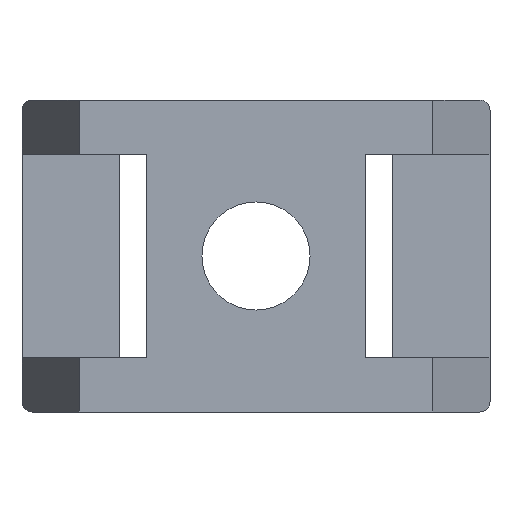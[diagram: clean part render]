
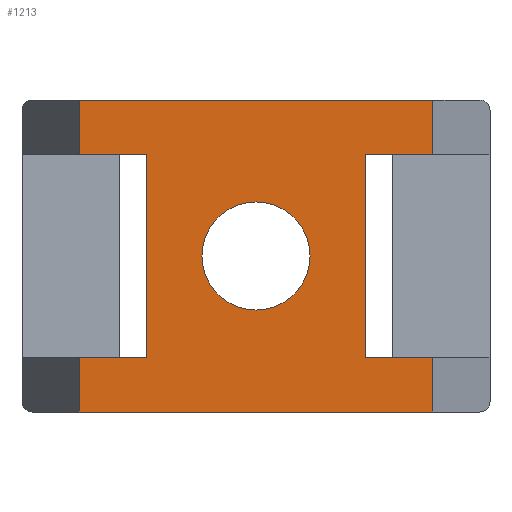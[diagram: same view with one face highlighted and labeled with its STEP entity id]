
A CAD part, front view. The second image highlights one B-rep face of the part: STEP entity #1213.
In plain terms, the highlighted planar face has unit normal (0, -1, 0).
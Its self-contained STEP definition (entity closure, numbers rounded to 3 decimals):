
#35 = ORIENTED_EDGE ( 'NONE', *, *, #411, .T. ) ;
#37 = ORIENTED_EDGE ( 'NONE', *, *, #1359, .T. ) ;
#111 = EDGE_CURVE ( 'NONE', #530, #1336, #486, .T. ) ;
#117 = DIRECTION ( 'NONE',  ( -1., 0., 0. ) ) ;
#138 = ORIENTED_EDGE ( 'NONE', *, *, #1117, .T. ) ;
#167 = LINE ( 'NONE', #176, #687 ) ;
#176 = CARTESIAN_POINT ( 'NONE',  ( 5.25, -5.5, 4.9 ) ) ;
#204 = VECTOR ( 'NONE', #1017, 1000. ) ;
#209 = VECTOR ( 'NONE', #1413, 1000. ) ;
#240 = VECTOR ( 'NONE', #717, 1000. ) ;
#250 = ORIENTED_EDGE ( 'NONE', *, *, #297, .T. ) ;
#269 = EDGE_CURVE ( 'NONE', #925, #1536, #780, .T. ) ;
#297 = EDGE_CURVE ( 'NONE', #937, #1089, #167, .T. ) ;
#387 = CARTESIAN_POINT ( 'NONE',  ( -8.5, -5.5, 7.5 ) ) ;
#391 = AXIS2_PLACEMENT_3D ( 'NONE', #1453, #1448, #1445 ) ;
#393 = CARTESIAN_POINT ( 'NONE',  ( 0., -5.5, 0. ) ) ;
#394 = VECTOR ( 'NONE', #1728, 1000. ) ;
#411 = EDGE_CURVE ( 'NONE', #713, #558, #519, .T. ) ;
#414 = EDGE_CURVE ( 'NONE', #713, #1536, #1936, .T. ) ;
#449 = CARTESIAN_POINT ( 'NONE',  ( -8.5, -5.5, -7.5 ) ) ;
#455 = DIRECTION ( 'NONE',  ( 1., 0., 0. ) ) ;
#486 = CIRCLE ( 'NONE', #1256, 2.6 ) ;
#487 = CIRCLE ( 'NONE', #391, 2.6 ) ;
#508 = CARTESIAN_POINT ( 'NONE',  ( 8.5, -5.5, 7.5 ) ) ;
#519 = LINE ( 'NONE', #1458, #1570 ) ;
#528 = VERTEX_POINT ( 'NONE', #1320 ) ;
#529 = DIRECTION ( 'NONE',  ( 0., 1., 0. ) ) ;
#530 = VERTEX_POINT ( 'NONE', #1881 ) ;
#551 = CARTESIAN_POINT ( 'NONE',  ( -5.25, -5.5, -4.9 ) ) ;
#555 = DIRECTION ( 'NONE',  ( 0., 0., -1. ) ) ;
#558 = VERTEX_POINT ( 'NONE', #551 ) ;
#562 = VECTOR ( 'NONE', #1948, 1000. ) ;
#566 = FACE_BOUND ( 'NONE', #1405, .T. ) ;
#569 = VERTEX_POINT ( 'NONE', #1004 ) ;
#579 = ORIENTED_EDGE ( 'NONE', *, *, #111, .T. ) ;
#595 = DIRECTION ( 'NONE',  ( 0., 0., -1. ) ) ;
#604 = LINE ( 'NONE', #1734, #204 ) ;
#621 = VERTEX_POINT ( 'NONE', #832 ) ;
#650 = CARTESIAN_POINT ( 'NONE',  ( 2.6, -5.5, 0. ) ) ;
#687 = VECTOR ( 'NONE', #1352, 1000. ) ;
#695 = LINE ( 'NONE', #1145, #741 ) ;
#713 = VERTEX_POINT ( 'NONE', #1731 ) ;
#717 = DIRECTION ( 'NONE',  ( -1., 0., 0. ) ) ;
#724 = ORIENTED_EDGE ( 'NONE', *, *, #269, .T. ) ;
#741 = VECTOR ( 'NONE', #1796, 1000. ) ;
#750 = CARTESIAN_POINT ( 'NONE',  ( -5.25, -5.5, 4.9 ) ) ;
#771 = VERTEX_POINT ( 'NONE', #1680 ) ;
#780 = LINE ( 'NONE', #1626, #1528 ) ;
#782 = DIRECTION ( 'NONE',  ( 0., 0., -1. ) ) ;
#792 = LINE ( 'NONE', #1254, #394 ) ;
#793 = ORIENTED_EDGE ( 'NONE', *, *, #1133, .F. ) ;
#828 = ORIENTED_EDGE ( 'NONE', *, *, #1773, .F. ) ;
#832 = CARTESIAN_POINT ( 'NONE',  ( -8.5, -5.5, -7.5 ) ) ;
#843 = LINE ( 'NONE', #1262, #1587 ) ;
#856 = ORIENTED_EDGE ( 'NONE', *, *, #414, .F. ) ;
#886 = ORIENTED_EDGE ( 'NONE', *, *, #1511, .F. ) ;
#915 = EDGE_CURVE ( 'NONE', #771, #1089, #695, .T. ) ;
#925 = VERTEX_POINT ( 'NONE', #1854 ) ;
#937 = VERTEX_POINT ( 'NONE', #1584 ) ;
#995 = VECTOR ( 'NONE', #455, 1000. ) ;
#1004 = CARTESIAN_POINT ( 'NONE',  ( -8.5, -5.5, -4.9 ) ) ;
#1017 = DIRECTION ( 'NONE',  ( -1., 0., 0. ) ) ;
#1034 = EDGE_LOOP ( 'NONE', ( #856, #35, #1353, #1797, #37, #828, #1661, #886, #250, #1776, #793, #724 ) ) ;
#1039 = CARTESIAN_POINT ( 'NONE',  ( 5.25, -5.5, -4.9 ) ) ;
#1089 = VERTEX_POINT ( 'NONE', #1904 ) ;
#1110 = DIRECTION ( 'NONE',  ( 0., 1., 0. ) ) ;
#1111 = DIRECTION ( 'NONE',  ( 0., 0., 1. ) ) ;
#1117 = EDGE_CURVE ( 'NONE', #1336, #530, #487, .T. ) ;
#1133 = EDGE_CURVE ( 'NONE', #925, #771, #1865, .T. ) ;
#1145 = CARTESIAN_POINT ( 'NONE',  ( 8.5, -5.5, 7.5 ) ) ;
#1162 = CARTESIAN_POINT ( 'NONE',  ( -8.5, -5.5, 7.5 ) ) ;
#1213 = ADVANCED_FACE ( 'NONE', ( #566, #1616 ), #1224, .F. ) ;
#1224 = PLANE ( 'NONE',  #1394 ) ;
#1254 = CARTESIAN_POINT ( 'NONE',  ( -8.5, -5.5, 7.5 ) ) ;
#1256 = AXIS2_PLACEMENT_3D ( 'NONE', #393, #529, #117 ) ;
#1262 = CARTESIAN_POINT ( 'NONE',  ( 5.25, -5.5, -4.9 ) ) ;
#1320 = CARTESIAN_POINT ( 'NONE',  ( 8.5, -5.5, -4.9 ) ) ;
#1326 = LINE ( 'NONE', #449, #995 ) ;
#1336 = VERTEX_POINT ( 'NONE', #650 ) ;
#1352 = DIRECTION ( 'NONE',  ( 1., 0., 0. ) ) ;
#1353 = ORIENTED_EDGE ( 'NONE', *, *, #1502, .T. ) ;
#1359 = EDGE_CURVE ( 'NONE', #621, #1603, #1326, .T. ) ;
#1394 = AXIS2_PLACEMENT_3D ( 'NONE', #1162, #1110, #1111 ) ;
#1405 = EDGE_LOOP ( 'NONE', ( #579, #138 ) ) ;
#1413 = DIRECTION ( 'NONE',  ( 1., 0., 0. ) ) ;
#1445 = DIRECTION ( 'NONE',  ( -1., 0., 0. ) ) ;
#1448 = DIRECTION ( 'NONE',  ( 0., 1., 0. ) ) ;
#1453 = CARTESIAN_POINT ( 'NONE',  ( 0., -5.5, 0. ) ) ;
#1458 = CARTESIAN_POINT ( 'NONE',  ( -5.25, -5.5, 4.9 ) ) ;
#1502 = EDGE_CURVE ( 'NONE', #558, #569, #604, .T. ) ;
#1511 = EDGE_CURVE ( 'NONE', #937, #1524, #1713, .T. ) ;
#1524 = VERTEX_POINT ( 'NONE', #1039 ) ;
#1528 = VECTOR ( 'NONE', #555, 1000. ) ;
#1536 = VERTEX_POINT ( 'NONE', #1911 ) ;
#1539 = LINE ( 'NONE', #508, #1954 ) ;
#1570 = VECTOR ( 'NONE', #782, 1000. ) ;
#1576 = DIRECTION ( 'NONE',  ( 1., 0., 0. ) ) ;
#1584 = CARTESIAN_POINT ( 'NONE',  ( 5.25, -5.5, 4.9 ) ) ;
#1587 = VECTOR ( 'NONE', #1576, 1000. ) ;
#1603 = VERTEX_POINT ( 'NONE', #1646 ) ;
#1616 = FACE_OUTER_BOUND ( 'NONE', #1034, .T. ) ;
#1626 = CARTESIAN_POINT ( 'NONE',  ( -8.5, -5.5, 7.5 ) ) ;
#1646 = CARTESIAN_POINT ( 'NONE',  ( 8.5, -5.5, -7.5 ) ) ;
#1661 = ORIENTED_EDGE ( 'NONE', *, *, #1737, .F. ) ;
#1680 = CARTESIAN_POINT ( 'NONE',  ( 8.5, -5.5, 7.5 ) ) ;
#1713 = LINE ( 'NONE', #1909, #562 ) ;
#1728 = DIRECTION ( 'NONE',  ( 0., 0., -1. ) ) ;
#1731 = CARTESIAN_POINT ( 'NONE',  ( -5.25, -5.5, 4.9 ) ) ;
#1734 = CARTESIAN_POINT ( 'NONE',  ( -5.25, -5.5, -4.9 ) ) ;
#1737 = EDGE_CURVE ( 'NONE', #1524, #528, #843, .T. ) ;
#1746 = EDGE_CURVE ( 'NONE', #569, #621, #792, .T. ) ;
#1773 = EDGE_CURVE ( 'NONE', #528, #1603, #1539, .T. ) ;
#1776 = ORIENTED_EDGE ( 'NONE', *, *, #915, .F. ) ;
#1796 = DIRECTION ( 'NONE',  ( 0., 0., -1. ) ) ;
#1797 = ORIENTED_EDGE ( 'NONE', *, *, #1746, .T. ) ;
#1854 = CARTESIAN_POINT ( 'NONE',  ( -8.5, -5.5, 7.5 ) ) ;
#1865 = LINE ( 'NONE', #387, #209 ) ;
#1881 = CARTESIAN_POINT ( 'NONE',  ( -2.6, -5.5, 0. ) ) ;
#1904 = CARTESIAN_POINT ( 'NONE',  ( 8.5, -5.5, 4.9 ) ) ;
#1909 = CARTESIAN_POINT ( 'NONE',  ( 5.25, -5.5, 4.9 ) ) ;
#1911 = CARTESIAN_POINT ( 'NONE',  ( -8.5, -5.5, 4.9 ) ) ;
#1936 = LINE ( 'NONE', #750, #240 ) ;
#1948 = DIRECTION ( 'NONE',  ( 0., 0., -1. ) ) ;
#1954 = VECTOR ( 'NONE', #595, 1000. ) ;
